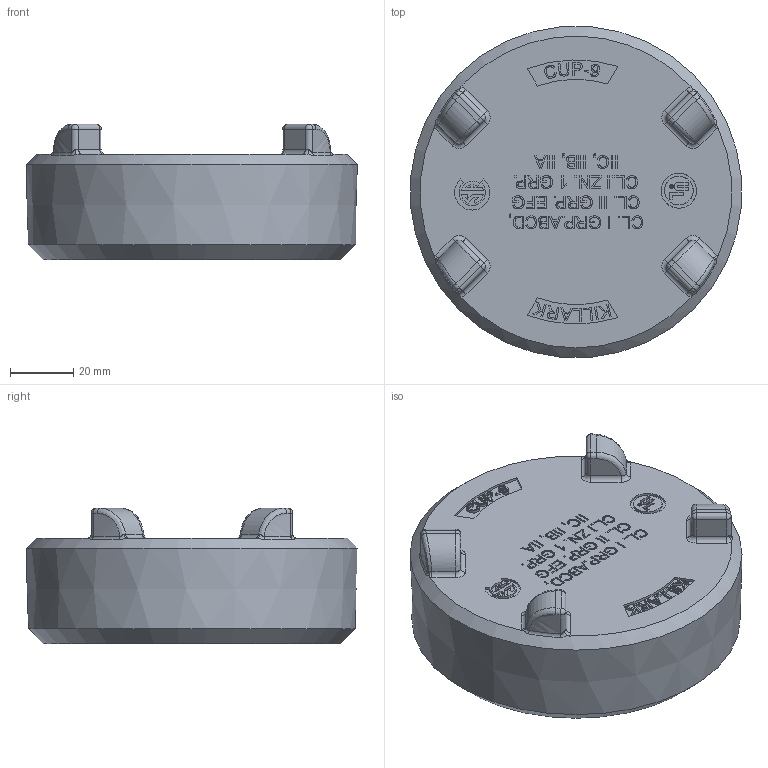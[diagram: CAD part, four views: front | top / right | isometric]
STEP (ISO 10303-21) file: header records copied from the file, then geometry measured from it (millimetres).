
FILE_DESCRIPTION(/* description */ ('PLUG AL CLOSE UP 3 1/2"'),/* implementation_level */ '2;1');
FILE_NAME(/* name */ 'KIL_CUP-9.stp',/* time_stamp */ '2021-02-15T15:54:22+05:00',/* author */ ('kr'),/* organization */ (''),/* preprocessor_version */ 'ST-DEVELOPER v18',/* originating_system */ 'Autodesk Inventor 2020',/* authorisation */ '');
FILE_SCHEMA (('AUTOMOTIVE_DESIGN { 1 0 10303 214 3 1 1 }'));
Length unit declared in the file: millimetre
Products named in the file (1): CUP-9
Bounding box: 104.38 x 104.38 x 42.8 mm (x, y, z)
Volume: 212435.3 mm3; surface area: 32096 mm2
Topology: 1 solids, 1 shells, 757 faces, 1898 edges, 1243 vertices
Faces by surface type: plane 500, bspline 167, cylinder 56, torus 22, sphere 8, cone 4
Full cylindrical faces by diameter (mm): 1.09 x1, 1.233 x1, 9.046 x1, 11.113 x1
Entity records: 33404 total; most frequent: CARTESIAN_POINT 16232, ORIENTED_EDGE 3780, DIRECTION 2945, EDGE_CURVE 1890, LINE 1365, VECTOR 1365, VERTEX_POINT 1243, EDGE_LOOP 865
